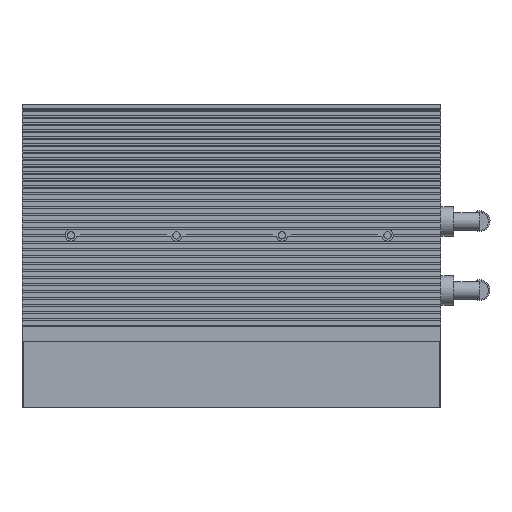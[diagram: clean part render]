
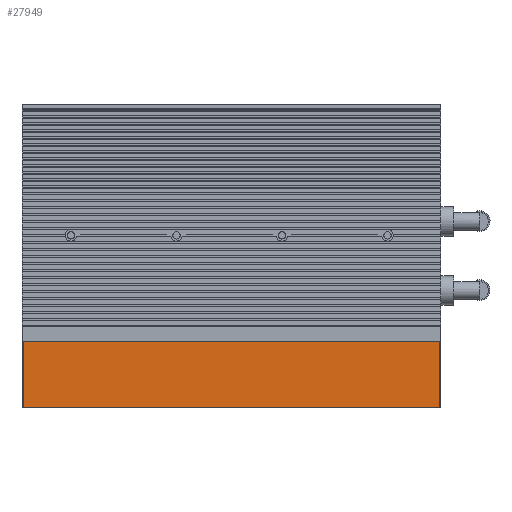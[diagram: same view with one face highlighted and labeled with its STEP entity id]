
A CAD part, left-side view. The second image highlights one B-rep face of the part: STEP entity #27949.
In plain terms, the highlighted planar face has unit normal (-1, 0, 0).
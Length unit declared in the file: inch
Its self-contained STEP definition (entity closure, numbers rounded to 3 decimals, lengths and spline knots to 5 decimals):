
#1186 = CARTESIAN_POINT ( 'NONE',  ( 174.37751, 10.50299, 5.41456 ) ) ;
#6479 = LINE ( 'NONE', #11720, #13612 ) ;
#6817 = ORIENTED_EDGE ( 'NONE', *, *, #10948, .T. ) ;
#7107 = EDGE_CURVE ( 'NONE', #26714, #23558, #9960, .T. ) ;
#8352 = CARTESIAN_POINT ( 'NONE',  ( 174.37751, 1.55299, 5.41456 ) ) ;
#9506 = VECTOR ( 'NONE', #22349, 39.37008 ) ;
#9960 = LINE ( 'NONE', #1186, #17971 ) ;
#10948 = EDGE_CURVE ( 'NONE', #29027, #28675, #30304, .T. ) ;
#11066 = CARTESIAN_POINT ( 'NONE',  ( 174.37751, 10.52799, 4.66456 ) ) ;
#11397 = DIRECTION ( 'NONE',  ( 0., 0., 1. ) ) ;
#11720 = CARTESIAN_POINT ( 'NONE',  ( 174.37751, 10.52799, 6.16456 ) ) ;
#13612 = VECTOR ( 'NONE', #20660, 39.37008 ) ;
#15026 = CARTESIAN_POINT ( 'NONE',  ( 174.37751, 10.50299, 4.66456 ) ) ;
#17971 = VECTOR ( 'NONE', #34415, 39.37008 ) ;
#20147 = DIRECTION ( 'NONE',  ( 0., 0., 1. ) ) ;
#20360 = EDGE_CURVE ( 'NONE', #29027, #23558, #25538, .T. ) ;
#20660 = DIRECTION ( 'NONE',  ( 0., -1., 0. ) ) ;
#21321 = VECTOR ( 'NONE', #11397, 39.37008 ) ;
#21420 = ORIENTED_EDGE ( 'NONE', *, *, #20360, .F. ) ;
#21917 = ORIENTED_EDGE ( 'NONE', *, *, #37270, .F. ) ;
#22349 = DIRECTION ( 'NONE',  ( 0., 1., 0. ) ) ;
#23323 = ORIENTED_EDGE ( 'NONE', *, *, #7107, .T. ) ;
#23558 = VERTEX_POINT ( 'NONE', #15026 ) ;
#25385 = CARTESIAN_POINT ( 'NONE',  ( 174.37751, 10.52799, 4.66456 ) ) ;
#25538 = LINE ( 'NONE', #25385, #9506 ) ;
#25850 = CARTESIAN_POINT ( 'NONE',  ( 174.37751, 1.55299, 4.66456 ) ) ;
#26061 = PLANE ( 'NONE',  #33387 ) ;
#26714 = VERTEX_POINT ( 'NONE', #32115 ) ;
#27949 = ADVANCED_FACE ( 'NONE', ( #33772 ), #26061, .T. ) ;
#28675 = VERTEX_POINT ( 'NONE', #35788 ) ;
#29027 = VERTEX_POINT ( 'NONE', #25850 ) ;
#29964 = EDGE_LOOP ( 'NONE', ( #6817, #21917, #23323, #21420 ) ) ;
#30304 = LINE ( 'NONE', #8352, #21321 ) ;
#32115 = CARTESIAN_POINT ( 'NONE',  ( 174.37751, 10.50299, 6.16456 ) ) ;
#33387 = AXIS2_PLACEMENT_3D ( 'NONE', #11066, #38206, #20147 ) ;
#33772 = FACE_OUTER_BOUND ( 'NONE', #29964, .T. ) ;
#34415 = DIRECTION ( 'NONE',  ( 0., 0., -1. ) ) ;
#35788 = CARTESIAN_POINT ( 'NONE',  ( 174.37751, 1.55299, 6.16456 ) ) ;
#37270 = EDGE_CURVE ( 'NONE', #26714, #28675, #6479, .T. ) ;
#38206 = DIRECTION ( 'NONE',  ( -1., 0., 0. ) ) ;
